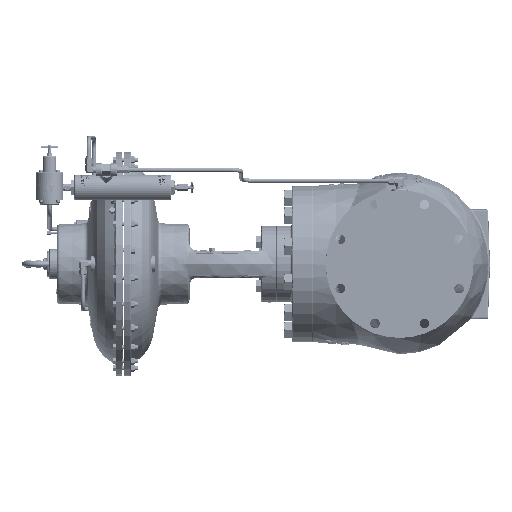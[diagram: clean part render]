
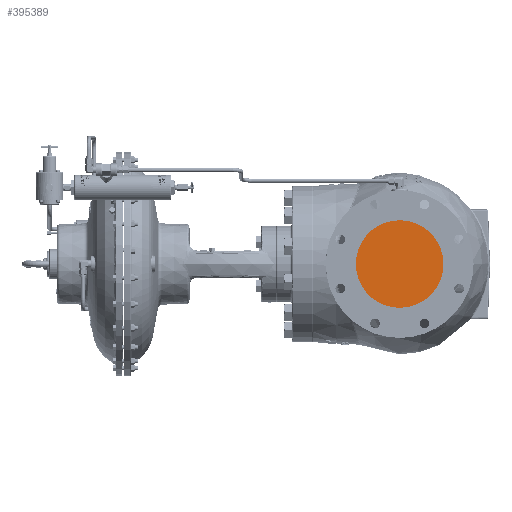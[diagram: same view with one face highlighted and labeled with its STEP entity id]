
A CAD part, left-side view. The second image highlights one B-rep face of the part: STEP entity #395389.
In plain terms, the highlighted planar face has unit normal (-1, 0, 0).
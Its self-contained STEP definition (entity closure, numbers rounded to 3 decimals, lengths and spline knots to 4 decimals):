
#443 = AXIS2_PLACEMENT_3D ( 'NONE', #141399, #8864, #40923 ) ;
#8864 = DIRECTION ( 'NONE',  ( -1., 0., 0. ) ) ;
#15094 = DIRECTION ( 'NONE',  ( 0., 0., -1. ) ) ;
#25288 = PLANE ( 'NONE',  #394462 ) ;
#38730 = EDGE_CURVE ( 'NONE', #112643, #109856, #48373, .T. ) ;
#40923 = DIRECTION ( 'NONE',  ( 0., 0., -1. ) ) ;
#48373 = CIRCLE ( 'NONE', #443, 4. ) ;
#89089 = EDGE_CURVE ( 'NONE', #109856, #112643, #98872, .T. ) ;
#98872 = CIRCLE ( 'NONE', #221694, 4. ) ;
#100664 = ORIENTED_EDGE ( 'NONE', *, *, #89089, .T. ) ;
#109856 = VERTEX_POINT ( 'NONE', #283911 ) ;
#112643 = VERTEX_POINT ( 'NONE', #141182 ) ;
#124298 = EDGE_LOOP ( 'NONE', ( #100664, #297184 ) ) ;
#141182 = CARTESIAN_POINT ( 'NONE',  ( -9.3125, -0.6285, 4. ) ) ;
#141399 = CARTESIAN_POINT ( 'NONE',  ( -9.3125, -0.6285, 0. ) ) ;
#181847 = DIRECTION ( 'NONE',  ( -1., 0., 0. ) ) ;
#185772 = DIRECTION ( 'NONE',  ( 0., 0., 1. ) ) ;
#221694 = AXIS2_PLACEMENT_3D ( 'NONE', #376587, #181847, #15094 ) ;
#283911 = CARTESIAN_POINT ( 'NONE',  ( -9.3125, -0.6285, -4. ) ) ;
#297184 = ORIENTED_EDGE ( 'NONE', *, *, #38730, .T. ) ;
#348402 = CARTESIAN_POINT ( 'NONE',  ( -9.3125, -4.6285, 0. ) ) ;
#352578 = DIRECTION ( 'NONE',  ( -1., 0., 0. ) ) ;
#376587 = CARTESIAN_POINT ( 'NONE',  ( -9.3125, -0.6285, 0. ) ) ;
#394462 = AXIS2_PLACEMENT_3D ( 'NONE', #348402, #352578, #185772 ) ;
#395389 = ADVANCED_FACE ( 'NONE', ( #416829 ), #25288, .T. ) ;
#416829 = FACE_OUTER_BOUND ( 'NONE', #124298, .T. ) ;
